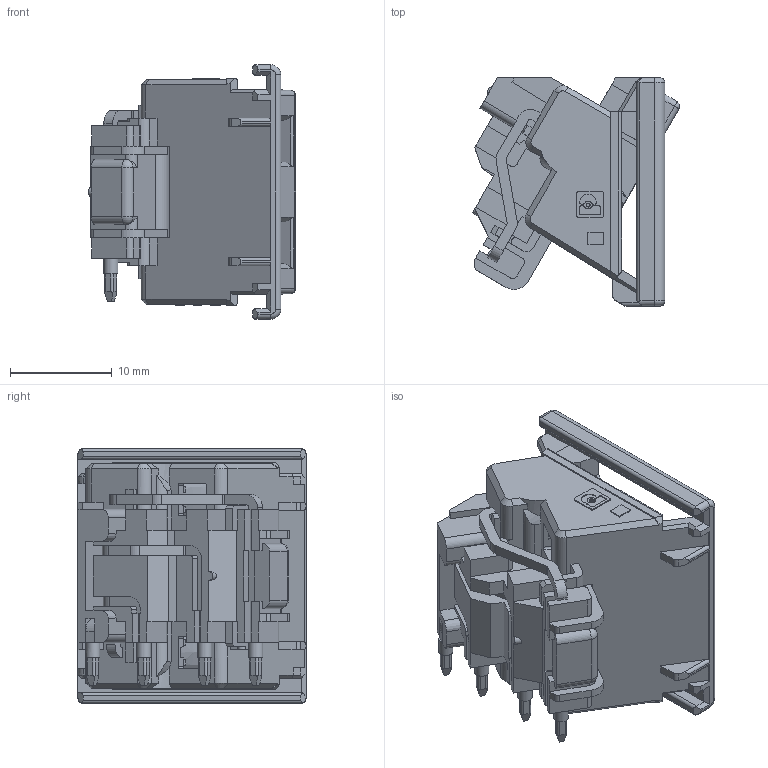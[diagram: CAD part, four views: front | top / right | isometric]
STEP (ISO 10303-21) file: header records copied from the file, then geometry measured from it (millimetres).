
FILE_DESCRIPTION(('STEP AP214'), '1');
FILE_NAME('ICC25-H-4R5.0__01083879_H.Select', '', ('UNSPECIFIED'), ('UNSPECIFIED'), 'ASCON STEP Converter 1.6', 'ASCON Math Kernel', '');
FILE_SCHEMA(('AUTOMOTIVE_DESIGN { 1 0 10303 214 3 1 1}'));
Length unit declared in the file: millimetre
Products named in the file (1): ICC25-H-4R5.0__01083879_H.Select
Bounding box: 20.35 x 22.4 x 25 mm (x, y, z)
Volume: 3391.6 mm3; surface area: 4740.6 mm2
Topology: 1 solids, 1 shells, 1290 faces, 3713 edges, 2448 vertices
Faces by surface type: plane 1067, cylinder 183, cone 32, torus 6, sphere 2
Full cylindrical faces by diameter (mm): 0.391 x1, 1.4 x4, 2.8 x4
Entity records: 52731 total; most frequent: CARTESIAN_POINT 8783, ORIENTED_EDGE 7396, DIRECTION 6422, EDGE_CURVE 3698, LINE 3166, VECTOR 3166, VERTEX_POINT 2452, AXIS2_PLACEMENT_3D 1628
